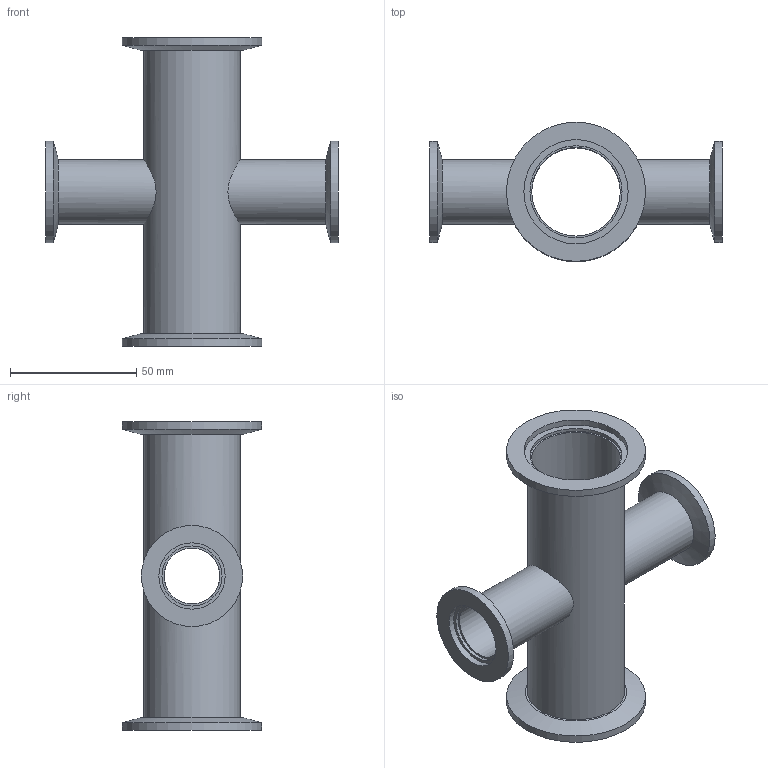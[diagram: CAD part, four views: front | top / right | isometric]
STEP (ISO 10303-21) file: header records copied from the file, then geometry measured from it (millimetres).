
FILE_DESCRIPTION(/* description */ (''),/* implementation_level */ '2;1');
FILE_NAME(/* name */ 'FL-R4X40-25KF.stp',/* time_stamp */ '2019-01-28T15:49:46+00:00',/* author */ ('paul'),/* organization */ (''),/* preprocessor_version */ 'ST-DEVELOPER v17.2',/* originating_system */ 'Autodesk Inventor 2019',/* authorisation */ '');
FILE_SCHEMA (('AUTOMOTIVE_DESIGN { 1 0 10303 214 3 1 1 }'));
Length unit declared in the file: millimetre
Products named in the file (5): FL-RT40-25KF; Main tube; FL-40KF-38W; FL-25KF-25W; side tube
Assembly tree (7 placements, depth 2):
  FL-RT40-25KF
    Main tube
    side tube  x2
    FL-40KF-38W  x2
    FL-25KF-25W  x2
Bounding box: 115.6 x 55 x 122 mm (x, y, z)
Volume: 43592.4 mm3; surface area: 49400.1 mm2
Topology: 7 solids, 7 shells, 48 faces, 127 edges, 97 vertices
Faces by surface type: cylinder 26, plane 18, cone 4
Full cylindrical faces by diameter (mm): 22 x2, 23.75 x2, 25.4 x4, 25.6 x2, 26.2 x2, 35 x1, 36.4 x2, 38.1 x1, 38.4 x2, 40 x2, 41.2 x2, 55 x2
Entity records: 1410 total; most frequent: CARTESIAN_POINT 474, DIRECTION 176, ORIENTED_EDGE 148, AXIS2_PLACEMENT_3D 79, EDGE_CURVE 74, VERTEX_POINT 56, CIRCLE 40, EDGE_LOOP 40
